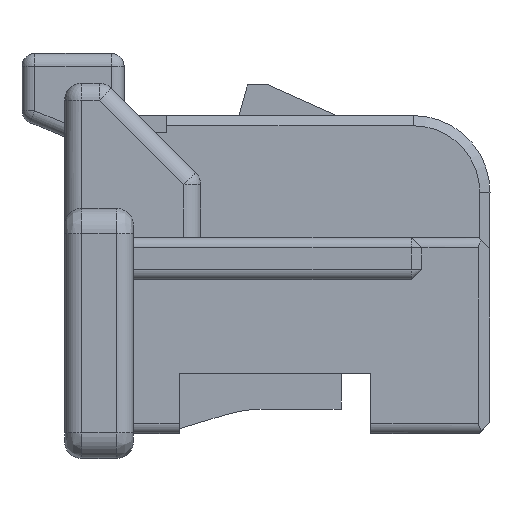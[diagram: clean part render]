
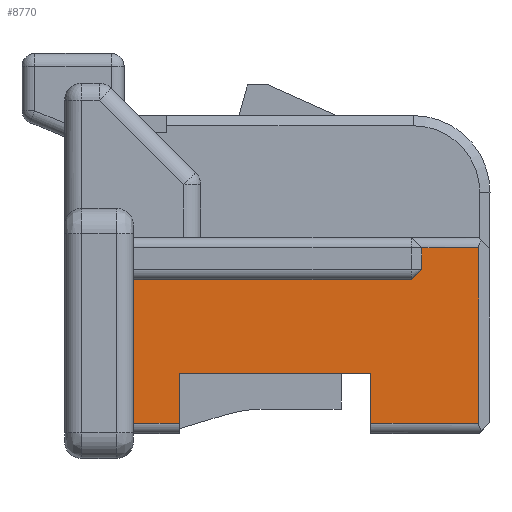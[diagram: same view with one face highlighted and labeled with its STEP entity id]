
A CAD part, left-side view. The second image highlights one B-rep face of the part: STEP entity #8770.
In plain terms, the highlighted planar face has unit normal (-1, 0, 0).
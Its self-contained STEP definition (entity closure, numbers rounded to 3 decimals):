
#17=DIRECTION('',(0.,0.,1.));
#18=VECTOR('',#17,1.685);
#19=CARTESIAN_POINT('',(-4.2,2.765,-1.055));
#20=LINE('',#19,#18);
#2038=CARTESIAN_POINT('',(-4.2,-1.29,-1.055));
#2044=DIRECTION('',(0.,0.,1.));
#2045=VECTOR('',#2044,2.06);
#2046=CARTESIAN_POINT('',(-4.2,-1.29,-1.055));
#2047=LINE('',#2046,#2045);
#2048=DIRECTION('',(0.,1.,0.));
#2049=VECTOR('',#2048,0.665);
#2050=CARTESIAN_POINT('',(-4.2,-1.29,1.005));
#2051=LINE('',#2050,#2049);
#2060=CARTESIAN_POINT('',(-4.2,-1.29,1.005));
#2062=DIRECTION('',(0.,-1.,0.));
#2063=VECTOR('',#2062,3.265);
#2064=CARTESIAN_POINT('',(-4.2,2.765,0.63));
#2065=LINE('',#2064,#2063);
#2066=DIRECTION('',(0.,0.,-1.));
#2067=VECTOR('',#2066,0.25);
#2068=CARTESIAN_POINT('',(-4.2,-0.625,1.005));
#2069=LINE('',#2068,#2067);
#2070=DIRECTION('',(0.,0.,1.));
#2071=VECTOR('',#2070,0.585);
#2072=CARTESIAN_POINT('',(-4.2,-0.025,-1.055));
#2073=LINE('',#2072,#2071);
#2074=DIRECTION('',(0.,1.,0.));
#2075=VECTOR('',#2074,2.25);
#2076=CARTESIAN_POINT('',(-4.2,-0.025,-0.47));
#2077=LINE('',#2076,#2075);
#2078=DIRECTION('',(0.,0.,1.));
#2079=VECTOR('',#2078,0.585);
#2080=CARTESIAN_POINT('',(-4.2,2.225,-1.055));
#2081=LINE('',#2080,#2079);
#2090=DIRECTION('',(0.,0.707,-0.707));
#2091=VECTOR('',#2090,0.177);
#2092=CARTESIAN_POINT('',(-4.2,-0.625,0.755));
#2093=LINE('',#2092,#2091);
#2364=DIRECTION('',(0.,-1.,0.));
#2365=VECTOR('',#2364,0.54);
#2366=CARTESIAN_POINT('',(-4.2,2.765,-1.055));
#2367=LINE('',#2366,#2365);
#3041=DIRECTION('',(0.,-1.,0.));
#3042=VECTOR('',#3041,1.265);
#3043=CARTESIAN_POINT('',(-4.2,-0.025,-1.055));
#3044=LINE('',#3043,#3042);
#4243=CARTESIAN_POINT('',(-4.2,-0.025,-0.47));
#4244=CARTESIAN_POINT('',(-4.2,2.225,-0.47));
#4245=VERTEX_POINT('',#4243);
#4246=VERTEX_POINT('',#4244);
#4340=CARTESIAN_POINT('',(-4.2,-0.025,-1.055));
#4342=VERTEX_POINT('',#4340);
#4343=CARTESIAN_POINT('',(-4.2,2.225,-1.055));
#4345=VERTEX_POINT('',#4343);
#4349=CARTESIAN_POINT('',(-4.2,2.765,-1.055));
#4350=VERTEX_POINT('',#4349);
#4367=CARTESIAN_POINT('',(-4.2,2.765,0.63));
#4369=VERTEX_POINT('',#4367);
#4448=CARTESIAN_POINT('',(-4.2,-0.625,1.005));
#4450=VERTEX_POINT('',#4448);
#4463=CARTESIAN_POINT('',(-4.2,-0.5,0.63));
#4464=VERTEX_POINT('',#4463);
#4465=CARTESIAN_POINT('',(-4.2,-0.625,0.755));
#4466=VERTEX_POINT('',#4465);
#4506=VERTEX_POINT('',#2060);
#4511=VERTEX_POINT('',#2038);
#8744=CARTESIAN_POINT('',(-4.2,0.,0.));
#8745=DIRECTION('',(-1.,0.,0.));
#8746=DIRECTION('',(0.,-1.,0.));
#8747=AXIS2_PLACEMENT_3D('',#8744,#8745,#8746);
#8748=PLANE('',#8747);
#8750=ORIENTED_EDGE('',*,*,#8749,.T.);
#8752=ORIENTED_EDGE('',*,*,#8751,.F.);
#8754=ORIENTED_EDGE('',*,*,#8753,.F.);
#8755=ORIENTED_EDGE('',*,*,#8734,.F.);
#8756=ORIENTED_EDGE('',*,*,#8724,.F.);
#8758=ORIENTED_EDGE('',*,*,#8757,.F.);
#8760=ORIENTED_EDGE('',*,*,#8759,.T.);
#8762=ORIENTED_EDGE('',*,*,#8761,.T.);
#8764=ORIENTED_EDGE('',*,*,#8763,.F.);
#8766=ORIENTED_EDGE('',*,*,#8765,.F.);
#8767=ORIENTED_EDGE('',*,*,#5544,.T.);
#8768=EDGE_LOOP('',(#8750,#8752,#8754,#8755,#8756,#8758,#8760,#8762,#8764,#8766,
#8767));
#8769=FACE_OUTER_BOUND('',#8768,.F.);
#8770=ADVANCED_FACE('',(#8769),#8748,.T.);
#5544=EDGE_CURVE('',#4350,#4369,#20,.T.);
#8724=EDGE_CURVE('',#4511,#4506,#2047,.T.);
#8734=EDGE_CURVE('',#4506,#4450,#2051,.T.);
#8749=EDGE_CURVE('',#4369,#4464,#2065,.T.);
#8751=EDGE_CURVE('',#4466,#4464,#2093,.T.);
#8753=EDGE_CURVE('',#4450,#4466,#2069,.T.);
#8757=EDGE_CURVE('',#4342,#4511,#3044,.T.);
#8759=EDGE_CURVE('',#4342,#4245,#2073,.T.);
#8761=EDGE_CURVE('',#4245,#4246,#2077,.T.);
#8763=EDGE_CURVE('',#4345,#4246,#2081,.T.);
#8765=EDGE_CURVE('',#4350,#4345,#2367,.T.);
